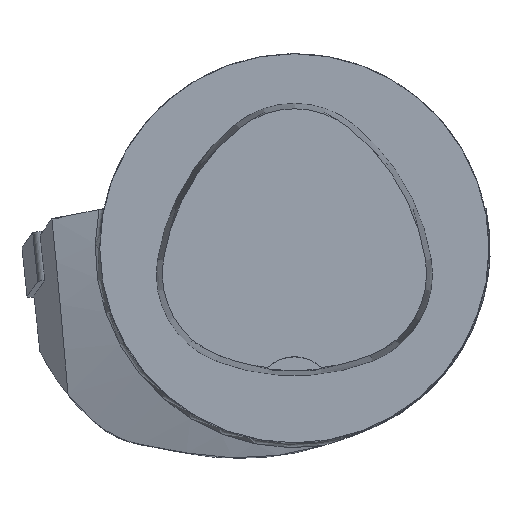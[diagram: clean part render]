
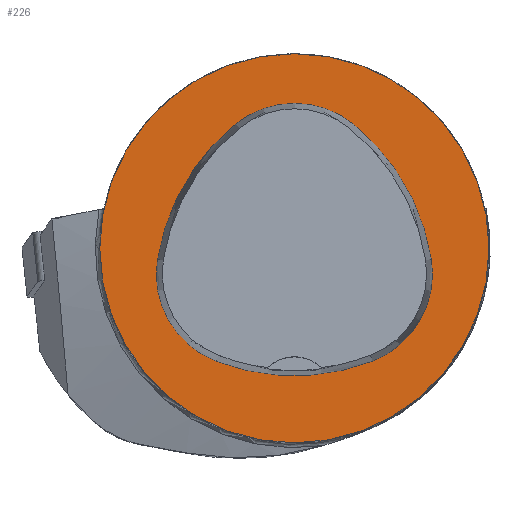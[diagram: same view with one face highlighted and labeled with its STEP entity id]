
A CAD part, top view. The second image highlights one B-rep face of the part: STEP entity #226.
In plain terms, the highlighted planar face has unit normal (0, 0, 1).
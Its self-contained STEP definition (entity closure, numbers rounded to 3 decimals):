
#226=ADVANCED_FACE('',(#441,#442),#270,.T.);
#270=PLANE('',#1278);
#441=FACE_BOUND('',#491,.T.);
#442=FACE_BOUND('',#492,.T.);
#491=EDGE_LOOP('',(#717,#718,#719,#720,#721,#722));
#492=EDGE_LOOP('',(#723));
#717=ORIENTED_EDGE('',*,*,#1045,.T.);
#718=ORIENTED_EDGE('',*,*,#1025,.T.);
#719=ORIENTED_EDGE('',*,*,#1029,.T.);
#720=ORIENTED_EDGE('',*,*,#1032,.T.);
#721=ORIENTED_EDGE('',*,*,#1035,.T.);
#722=ORIENTED_EDGE('',*,*,#1043,.T.);
#723=ORIENTED_EDGE('',*,*,#1016,.F.);
#890=VERTEX_POINT('',#1999);
#899=VERTEX_POINT('',#2018);
#900=VERTEX_POINT('',#2019);
#903=VERTEX_POINT('',#2027);
#905=VERTEX_POINT('',#2033);
#907=VERTEX_POINT('',#2039);
#914=VERTEX_POINT('',#2060);
#1016=EDGE_CURVE('',#890,#890,#1087,.T.);
#1025=EDGE_CURVE('',#899,#900,#1088,.T.);
#1029=EDGE_CURVE('',#900,#903,#1090,.T.);
#1032=EDGE_CURVE('',#903,#905,#1092,.T.);
#1035=EDGE_CURVE('',#905,#907,#1094,.T.);
#1043=EDGE_CURVE('',#907,#914,#1098,.T.);
#1045=EDGE_CURVE('',#914,#899,#1100,.T.);
#1087=CIRCLE('',#1250,25.);
#1088=CIRCLE('',#1256,28.);
#1090=CIRCLE('',#1259,12.);
#1092=CIRCLE('',#1262,28.);
#1094=CIRCLE('',#1265,12.);
#1098=CIRCLE('',#1270,28.);
#1100=CIRCLE('',#1273,12.);
#1250=AXIS2_PLACEMENT_3D('',#1998,#1485,#1486);
#1256=AXIS2_PLACEMENT_3D('',#2017,#1501,#1502);
#1259=AXIS2_PLACEMENT_3D('',#2026,#1509,#1510);
#1262=AXIS2_PLACEMENT_3D('',#2032,#1516,#1517);
#1265=AXIS2_PLACEMENT_3D('',#2038,#1523,#1524);
#1270=AXIS2_PLACEMENT_3D('',#2061,#1535,#1536);
#1273=AXIS2_PLACEMENT_3D('',#2064,#1541,#1542);
#1278=AXIS2_PLACEMENT_3D('',#2069,#1551,#1552);
#1485=DIRECTION('',(0.,0.,-1.));
#1486=DIRECTION('',(-1.,0.,0.));
#1501=DIRECTION('',(0.,0.,-1.));
#1502=DIRECTION('',(-1.,0.,0.));
#1509=DIRECTION('',(0.,0.,-1.));
#1510=DIRECTION('',(-1.,0.,0.));
#1516=DIRECTION('',(0.,0.,-1.));
#1517=DIRECTION('',(-1.,0.,0.));
#1523=DIRECTION('',(0.,0.,-1.));
#1524=DIRECTION('',(-1.,0.,0.));
#1535=DIRECTION('',(0.,0.,-1.));
#1536=DIRECTION('',(-1.,0.,0.));
#1541=DIRECTION('',(0.,0.,-1.));
#1542=DIRECTION('',(-1.,0.,0.));
#1551=DIRECTION('',(0.,0.,1.));
#1552=DIRECTION('',(1.,0.,0.));
#1998=CARTESIAN_POINT('',(0.,0.,0.));
#1999=CARTESIAN_POINT('',(-25.,0.,0.));
#2017=CARTESIAN_POINT('',(10.068,-5.824,0.));
#2018=CARTESIAN_POINT('',(-17.584,-1.424,0.));
#2019=CARTESIAN_POINT('',(-7.531,15.953,0.));
#2026=CARTESIAN_POINT('',(0.011,6.62,0.));
#2027=CARTESIAN_POINT('',(7.567,15.942,0.));
#2032=CARTESIAN_POINT('',(-10.063,-5.81,0.));
#2033=CARTESIAN_POINT('',(17.59,-1.418,0.));
#2038=CARTESIAN_POINT('',(5.739,-3.3,0.));
#2039=CARTESIAN_POINT('',(10.05,-14.499,0.));
#2060=CARTESIAN_POINT('',(-10.025,-14.516,0.));
#2061=CARTESIAN_POINT('',(-0.01,11.631,0.));
#2064=CARTESIAN_POINT('',(-5.733,-3.31,0.));
#2069=CARTESIAN_POINT('',(0.,0.,0.));
